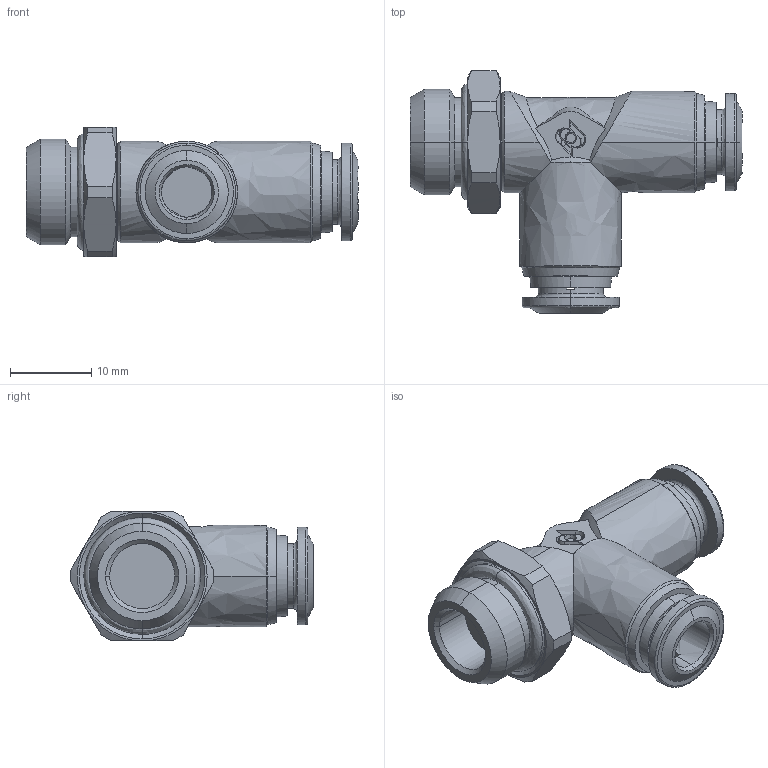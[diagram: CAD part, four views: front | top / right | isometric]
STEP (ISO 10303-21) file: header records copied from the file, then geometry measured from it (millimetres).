
FILE_DESCRIPTION (( 'STEP AP214' ), '1' );
FILE_NAME ('PST06-G02_ME.STEP', '2018-09-06T13:21:33', ( '' ), ( '' ), 'SwSTEP 2.0', 'SolidWorks 2018', '' );
FILE_SCHEMA (( 'AUTOMOTIVE_DESIGN' ));
Length unit declared in the file: millimetre
Products named in the file (1): PST06-G02_ME
Bounding box: 40.9 x 29.92 x 16 mm (x, y, z)
Volume: 6180.8 mm3; surface area: 3679.8 mm2
Topology: 2 solids, 2 shells, 202 faces, 518 edges, 336 vertices
Faces by surface type: bspline 202
Entity records: 9279 total; most frequent: CARTESIAN_POINT 6223, ORIENTED_EDGE 1036, EDGE_CURVE 518, B_SPLINE_CURVE_WITH_KNOTS 384, VERTEX_POINT 336, EDGE_LOOP 228, FACE_OUTER_BOUND 202, ADVANCED_FACE 202
